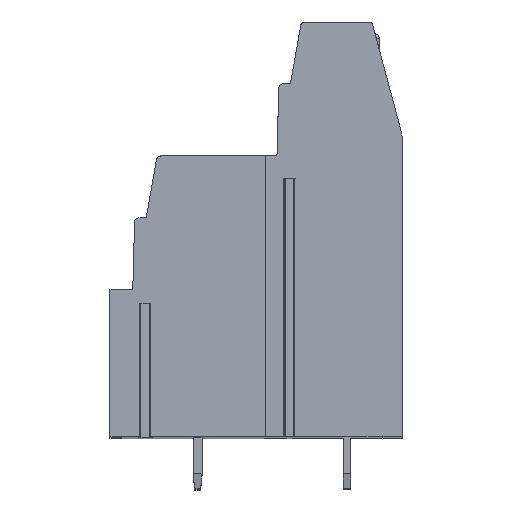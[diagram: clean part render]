
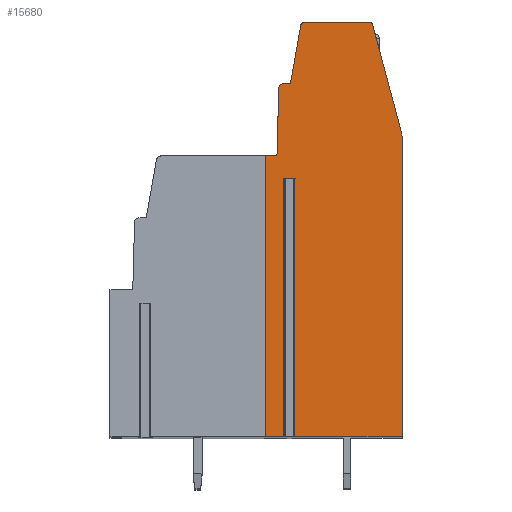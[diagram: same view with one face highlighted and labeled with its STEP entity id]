
A CAD part, top view. The second image highlights one B-rep face of the part: STEP entity #15680.
In plain terms, the highlighted planar face has unit normal (0, 0, 1).
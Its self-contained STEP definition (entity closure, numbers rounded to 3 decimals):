
#13=DIRECTION('',(-1.,0.,0.));
#14=VECTOR('',#13,0.743);
#15=CARTESIAN_POINT('',(1.908,2.65,58.42));
#16=LINE('',#15,#14);
#17=DIRECTION('',(0.,-1.,0.));
#18=VECTOR('',#17,17.55);
#19=CARTESIAN_POINT('',(1.165,2.65,58.42));
#20=LINE('',#19,#18);
#21=DIRECTION('',(1.,0.,0.));
#22=VECTOR('',#21,1.228);
#23=CARTESIAN_POINT('',(-0.063,-14.9,58.42));
#24=LINE('',#23,#22);
#25=DIRECTION('',(-1.,0.,0.));
#26=VECTOR('',#25,0.75);
#27=CARTESIAN_POINT('',(0.687,4.2,58.42));
#28=LINE('',#27,#26);
#29=DIRECTION('',(-0.026,-1.,0.));
#30=VECTOR('',#29,4.609);
#31=CARTESIAN_POINT('',(0.808,8.808,58.42));
#32=LINE('',#31,#30);
#33=CARTESIAN_POINT('',(1.108,8.8,58.42));
#34=DIRECTION('',(0.,0.,1.));
#35=DIRECTION('',(0.,1.,0.));
#36=AXIS2_PLACEMENT_3D('',#33,#34,#35);
#38=DIRECTION('',(-1.,0.,0.));
#39=VECTOR('',#38,0.497);
#40=CARTESIAN_POINT('',(1.605,9.1,58.42));
#41=LINE('',#40,#39);
#42=DIRECTION('',(-0.174,-0.985,0.));
#43=VECTOR('',#42,4.013);
#44=CARTESIAN_POINT('',(2.301,13.052,58.42));
#45=LINE('',#44,#43);
#46=CARTESIAN_POINT('',(2.597,13.,58.42));
#47=DIRECTION('',(0.,0.,1.));
#48=DIRECTION('',(0.,1.,0.));
#49=AXIS2_PLACEMENT_3D('',#46,#47,#48);
#51=DIRECTION('',(-1.,0.,0.));
#52=VECTOR('',#51,4.31);
#53=CARTESIAN_POINT('',(6.907,13.3,58.42));
#54=LINE('',#53,#52);
#55=CARTESIAN_POINT('',(6.907,13.,58.42));
#56=DIRECTION('',(0.,0.,1.));
#57=DIRECTION('',(0.966,0.259,0.));
#58=AXIS2_PLACEMENT_3D('',#55,#56,#57);
#60=CARTESIAN_POINT('',(8.187,5.518,58.42));
#61=DIRECTION('',(0.,0.,1.));
#62=DIRECTION('',(1.,0.,0.));
#63=AXIS2_PLACEMENT_3D('',#60,#61,#62);
#65=DIRECTION('',(0.,1.,0.));
#66=VECTOR('',#65,20.418);
#67=CARTESIAN_POINT('',(9.187,-14.9,58.42));
#68=LINE('',#67,#66);
#69=DIRECTION('',(1.,0.,0.));
#70=VECTOR('',#69,7.279);
#71=CARTESIAN_POINT('',(1.908,-14.9,58.42));
#72=LINE('',#71,#70);
#73=DIRECTION('',(0.,-1.,0.));
#74=VECTOR('',#73,17.55);
#75=CARTESIAN_POINT('',(1.908,2.65,58.42));
#76=LINE('',#75,#74);
#2499=DIRECTION('',(-0.259,0.966,0.));
#2500=VECTOR('',#2499,7.558);
#2501=CARTESIAN_POINT('',(9.153,5.777,58.42));
#2502=LINE('',#2501,#2500);
#6540=DIRECTION('',(0.,-1.,0.));
#6541=VECTOR('',#6540,19.1);
#6542=CARTESIAN_POINT('',(-0.063,4.2,58.42));
#6543=LINE('',#6542,#6541);
#12345=CARTESIAN_POINT('',(9.187,-14.9,58.42));
#12346=CARTESIAN_POINT('',(9.187,5.518,58.42));
#12347=VERTEX_POINT('',#12345);
#12348=VERTEX_POINT('',#12346);
#12349=CARTESIAN_POINT('',(9.153,5.777,58.42));
#12350=VERTEX_POINT('',#12349);
#12351=CARTESIAN_POINT('',(7.197,13.078,58.42));
#12352=CARTESIAN_POINT('',(6.907,13.3,58.42));
#12353=VERTEX_POINT('',#12351);
#12354=VERTEX_POINT('',#12352);
#12355=CARTESIAN_POINT('',(2.597,13.3,58.42));
#12356=VERTEX_POINT('',#12355);
#12357=CARTESIAN_POINT('',(2.301,13.052,58.42));
#12358=VERTEX_POINT('',#12357);
#12359=CARTESIAN_POINT('',(1.605,9.1,58.42));
#12360=VERTEX_POINT('',#12359);
#12361=CARTESIAN_POINT('',(1.108,9.1,58.42));
#12362=VERTEX_POINT('',#12361);
#12363=CARTESIAN_POINT('',(0.808,8.808,58.42));
#12364=VERTEX_POINT('',#12363);
#12365=CARTESIAN_POINT('',(0.687,4.2,58.42));
#12366=VERTEX_POINT('',#12365);
#12409=CARTESIAN_POINT('',(-0.063,-14.9,58.42));
#12411=VERTEX_POINT('',#12409);
#12417=CARTESIAN_POINT('',(-0.063,4.2,58.42));
#12418=VERTEX_POINT('',#12417);
#12493=CARTESIAN_POINT('',(1.908,2.65,58.42));
#12494=CARTESIAN_POINT('',(1.165,2.65,58.42));
#12495=VERTEX_POINT('',#12493);
#12496=VERTEX_POINT('',#12494);
#12497=CARTESIAN_POINT('',(1.908,-14.9,58.42));
#12498=VERTEX_POINT('',#12497);
#12499=CARTESIAN_POINT('',(1.165,-14.9,58.42));
#12500=VERTEX_POINT('',#12499);
#15639=CARTESIAN_POINT('',(0.,0.,58.42));
#15640=DIRECTION('',(0.,0.,1.));
#15641=DIRECTION('',(1.,0.,0.));
#15642=AXIS2_PLACEMENT_3D('',#15639,#15640,#15641);
#15643=PLANE('',#15642);
#15645=ORIENTED_EDGE('',*,*,#15644,.T.);
#15647=ORIENTED_EDGE('',*,*,#15646,.T.);
#15649=ORIENTED_EDGE('',*,*,#15648,.F.);
#15651=ORIENTED_EDGE('',*,*,#15650,.F.);
#15653=ORIENTED_EDGE('',*,*,#15652,.F.);
#15655=ORIENTED_EDGE('',*,*,#15654,.F.);
#15657=ORIENTED_EDGE('',*,*,#15656,.F.);
#15659=ORIENTED_EDGE('',*,*,#15658,.F.);
#15661=ORIENTED_EDGE('',*,*,#15660,.F.);
#15663=ORIENTED_EDGE('',*,*,#15662,.F.);
#15665=ORIENTED_EDGE('',*,*,#15664,.F.);
#15667=ORIENTED_EDGE('',*,*,#15666,.F.);
#15669=ORIENTED_EDGE('',*,*,#15668,.F.);
#15671=ORIENTED_EDGE('',*,*,#15670,.F.);
#15673=ORIENTED_EDGE('',*,*,#15672,.F.);
#15675=ORIENTED_EDGE('',*,*,#15674,.F.);
#15677=ORIENTED_EDGE('',*,*,#15676,.F.);
#15678=EDGE_LOOP('',(#15645,#15647,#15649,#15651,#15653,#15655,#15657,#15659,
#15661,#15663,#15665,#15667,#15669,#15671,#15673,#15675,#15677));
#15679=FACE_OUTER_BOUND('',#15678,.F.);
#37=CIRCLE('',#36,0.3);
#50=CIRCLE('',#49,0.3);
#59=CIRCLE('',#58,0.3);
#64=CIRCLE('',#63,1.);
#15644=EDGE_CURVE('',#12495,#12496,#16,.T.);
#15646=EDGE_CURVE('',#12496,#12500,#20,.T.);
#15648=EDGE_CURVE('',#12411,#12500,#24,.T.);
#15650=EDGE_CURVE('',#12418,#12411,#6543,.T.);
#15652=EDGE_CURVE('',#12366,#12418,#28,.T.);
#15654=EDGE_CURVE('',#12364,#12366,#32,.T.);
#15656=EDGE_CURVE('',#12362,#12364,#37,.T.);
#15658=EDGE_CURVE('',#12360,#12362,#41,.T.);
#15660=EDGE_CURVE('',#12358,#12360,#45,.T.);
#15662=EDGE_CURVE('',#12356,#12358,#50,.T.);
#15664=EDGE_CURVE('',#12354,#12356,#54,.T.);
#15666=EDGE_CURVE('',#12353,#12354,#59,.T.);
#15668=EDGE_CURVE('',#12350,#12353,#2502,.T.);
#15670=EDGE_CURVE('',#12348,#12350,#64,.T.);
#15672=EDGE_CURVE('',#12347,#12348,#68,.T.);
#15674=EDGE_CURVE('',#12498,#12347,#72,.T.);
#15676=EDGE_CURVE('',#12495,#12498,#76,.T.);
#15680=ADVANCED_FACE('',(#15679),#15643,.T.);
